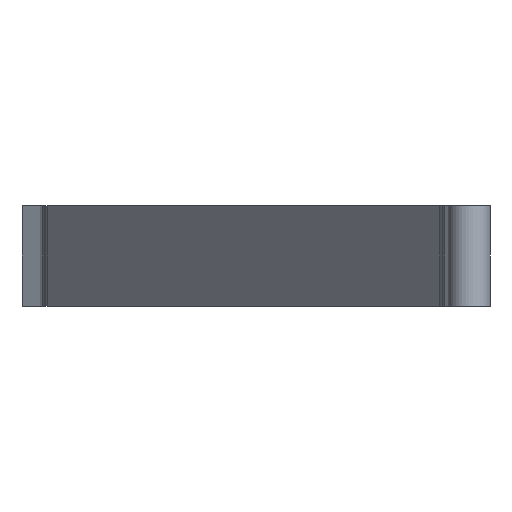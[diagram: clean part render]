
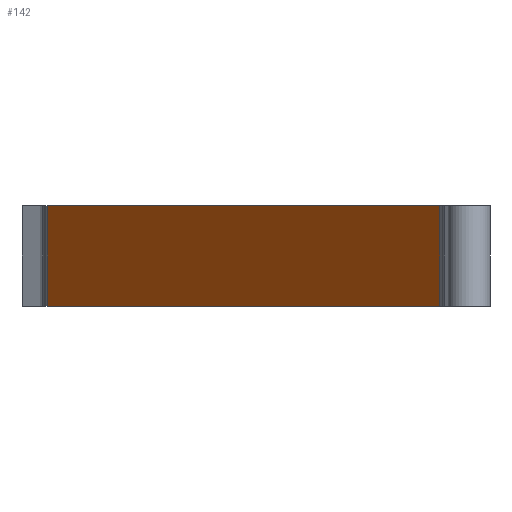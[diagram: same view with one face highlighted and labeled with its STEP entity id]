
A CAD part, left-side view. The second image highlights one B-rep face of the part: STEP entity #142.
In plain terms, the highlighted planar face has unit normal (-0.643, 0.766, 0).
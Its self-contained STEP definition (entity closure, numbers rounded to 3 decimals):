
#80 = DIRECTION ( 'NONE',  ( 0., 0., 1. ) ) ;
#106 = LINE ( 'NONE', #784, #637 ) ;
#142 = ADVANCED_FACE ( 'NONE', ( #394 ), #949, .F. ) ;
#215 = VERTEX_POINT ( 'NONE', #329 ) ;
#268 = DIRECTION ( 'NONE',  ( 0.766, 0.643, 0. ) ) ;
#329 = CARTESIAN_POINT ( 'NONE',  ( -98.074, 41.672, 12. ) ) ;
#361 = LINE ( 'NONE', #1336, #1214 ) ;
#367 = AXIS2_PLACEMENT_3D ( 'NONE', #1504, #1229, #268 ) ;
#368 = CARTESIAN_POINT ( 'NONE',  ( -98.074, 41.672, -12. ) ) ;
#394 = FACE_OUTER_BOUND ( 'NONE', #881, .T. ) ;
#395 = ORIENTED_EDGE ( 'NONE', *, *, #817, .F. ) ;
#517 = DIRECTION ( 'NONE',  ( 0.766, 0.643, 0. ) ) ;
#560 = CARTESIAN_POINT ( 'NONE',  ( -209.391, -51.734, -12. ) ) ;
#595 = ORIENTED_EDGE ( 'NONE', *, *, #1327, .T. ) ;
#637 = VECTOR ( 'NONE', #517, 1000. ) ;
#775 = LINE ( 'NONE', #1204, #1018 ) ;
#784 = CARTESIAN_POINT ( 'NONE',  ( -61.041, 72.746, 12. ) ) ;
#817 = EDGE_CURVE ( 'NONE', #1184, #215, #893, .T. ) ;
#881 = EDGE_LOOP ( 'NONE', ( #1766, #595, #395, #950 ) ) ;
#893 = LINE ( 'NONE', #368, #1530 ) ;
#949 = PLANE ( 'NONE',  #367 ) ;
#950 = ORIENTED_EDGE ( 'NONE', *, *, #1373, .F. ) ;
#1018 = VECTOR ( 'NONE', #1324, 1000. ) ;
#1073 = CARTESIAN_POINT ( 'NONE',  ( -209.391, -51.734, 12. ) ) ;
#1184 = VERTEX_POINT ( 'NONE', #1653 ) ;
#1197 = DIRECTION ( 'NONE',  ( 0., 0., 1. ) ) ;
#1204 = CARTESIAN_POINT ( 'NONE',  ( -61.041, 72.746, -12. ) ) ;
#1214 = VECTOR ( 'NONE', #1197, 1000. ) ;
#1229 = DIRECTION ( 'NONE',  ( 0.643, -0.766, 0. ) ) ;
#1292 = EDGE_CURVE ( 'NONE', #1686, #1375, #361, .T. ) ;
#1324 = DIRECTION ( 'NONE',  ( 0.766, 0.643, 0. ) ) ;
#1327 = EDGE_CURVE ( 'NONE', #1375, #215, #106, .T. ) ;
#1336 = CARTESIAN_POINT ( 'NONE',  ( -209.391, -51.734, -12. ) ) ;
#1373 = EDGE_CURVE ( 'NONE', #1686, #1184, #775, .T. ) ;
#1375 = VERTEX_POINT ( 'NONE', #1073 ) ;
#1504 = CARTESIAN_POINT ( 'NONE',  ( -61.041, 72.746, -12. ) ) ;
#1530 = VECTOR ( 'NONE', #80, 1000. ) ;
#1653 = CARTESIAN_POINT ( 'NONE',  ( -98.074, 41.672, -12. ) ) ;
#1686 = VERTEX_POINT ( 'NONE', #560 ) ;
#1766 = ORIENTED_EDGE ( 'NONE', *, *, #1292, .T. ) ;
